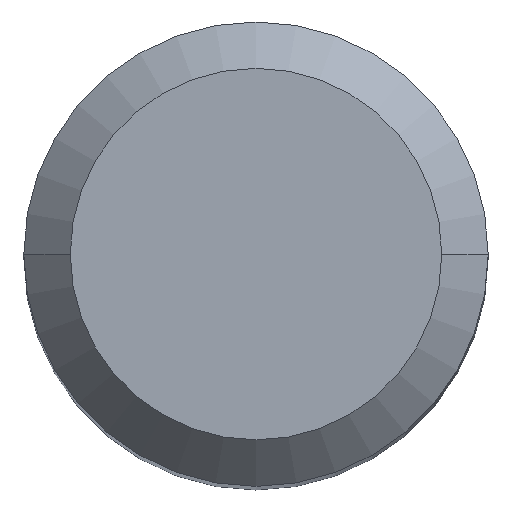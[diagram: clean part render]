
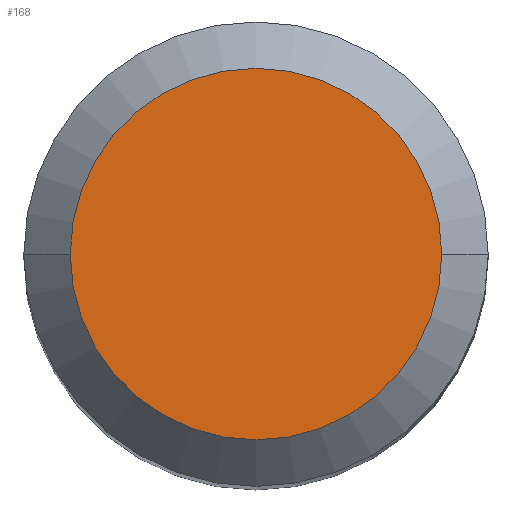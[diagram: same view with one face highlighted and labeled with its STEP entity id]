
A CAD part, top view. The second image highlights one B-rep face of the part: STEP entity #168.
In plain terms, the highlighted planar face has unit normal (0, 0, 1).
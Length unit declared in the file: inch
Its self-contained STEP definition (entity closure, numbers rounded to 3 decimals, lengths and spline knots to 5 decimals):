
#1 = DIRECTION ( 'NONE',  ( 0., 0., -1. ) ) ;
#28 = VERTEX_POINT ( 'NONE', #480 ) ;
#35 = CARTESIAN_POINT ( 'NONE',  ( 0., 0., 0. ) ) ;
#37 = DIRECTION ( 'NONE',  ( 0., 0., 1. ) ) ;
#55 = DIRECTION ( 'NONE',  ( 1., 0., 0. ) ) ;
#59 = AXIS2_PLACEMENT_3D ( 'NONE', #135, #97, #55 ) ;
#72 = PLANE ( 'NONE',  #115 ) ;
#77 = DIRECTION ( 'NONE',  ( 1., 0., 0. ) ) ;
#97 = DIRECTION ( 'NONE',  ( 0., 0., 1. ) ) ;
#102 = EDGE_CURVE ( 'NONE', #251, #28, #274, .T. ) ;
#106 = ORIENTED_EDGE ( 'NONE', *, *, #102, .T. ) ;
#115 = AXIS2_PLACEMENT_3D ( 'NONE', #35, #1, #338 ) ;
#135 = CARTESIAN_POINT ( 'NONE',  ( 0., 0., 0. ) ) ;
#168 = ADVANCED_FACE ( 'NONE', ( #451 ), #72, .F. ) ;
#207 = CIRCLE ( 'NONE', #299, 0.126 ) ;
#212 = ORIENTED_EDGE ( 'NONE', *, *, #219, .T. ) ;
#216 = CARTESIAN_POINT ( 'NONE',  ( -0.126, 0., 0. ) ) ;
#219 = EDGE_CURVE ( 'NONE', #28, #251, #207, .T. ) ;
#251 = VERTEX_POINT ( 'NONE', #216 ) ;
#260 = EDGE_LOOP ( 'NONE', ( #106, #212 ) ) ;
#274 = CIRCLE ( 'NONE', #59, 0.126 ) ;
#299 = AXIS2_PLACEMENT_3D ( 'NONE', #414, #37, #77 ) ;
#338 = DIRECTION ( 'NONE',  ( -1., 0., 0. ) ) ;
#414 = CARTESIAN_POINT ( 'NONE',  ( 0., 0., 0. ) ) ;
#451 = FACE_OUTER_BOUND ( 'NONE', #260, .T. ) ;
#480 = CARTESIAN_POINT ( 'NONE',  ( 0.126, 0., 0. ) ) ;
